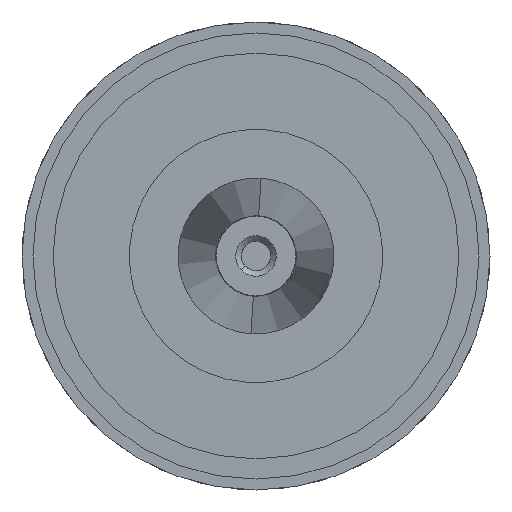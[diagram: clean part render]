
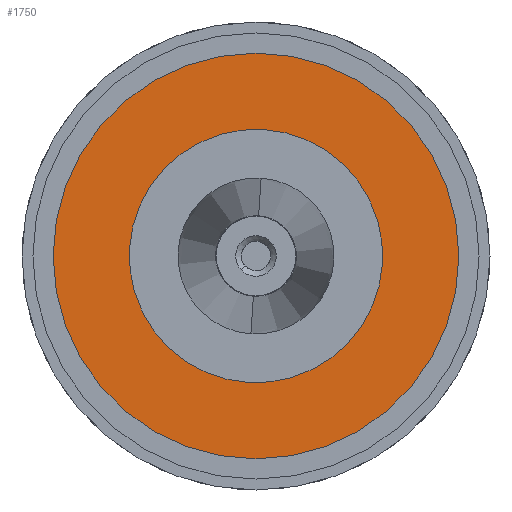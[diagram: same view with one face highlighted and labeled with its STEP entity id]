
A CAD part, front view. The second image highlights one B-rep face of the part: STEP entity #1750.
In plain terms, the highlighted planar face has unit normal (0, -1, 0).
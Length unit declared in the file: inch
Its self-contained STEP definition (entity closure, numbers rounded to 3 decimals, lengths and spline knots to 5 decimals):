
#269 = DIRECTION ( 'NONE',  ( 0., 1., 0. ) ) ;
#283 = CIRCLE ( 'NONE', #3399, 0.65 ) ;
#300 = DIRECTION ( 'NONE',  ( 0., 1., 0. ) ) ;
#312 = CARTESIAN_POINT ( 'NONE',  ( -0.02638, 1.91604, -0.40514 ) ) ;
#498 = CIRCLE ( 'NONE', #2242, 0.65 ) ;
#659 = PLANE ( 'NONE',  #2635 ) ;
#745 = CARTESIAN_POINT ( 'NONE',  ( 0., 1.91604, 0. ) ) ;
#762 = CIRCLE ( 'NONE', #3196, 0.406 ) ;
#904 = EDGE_CURVE ( 'NONE', #2741, #1009, #498, .T. ) ;
#1009 = VERTEX_POINT ( 'NONE', #1961 ) ;
#1118 = FACE_BOUND ( 'NONE', #2408, .T. ) ;
#1145 = DIRECTION ( 'NONE',  ( 0., 1., 0. ) ) ;
#1322 = ORIENTED_EDGE ( 'NONE', *, *, #4014, .F. ) ;
#1605 = DIRECTION ( 'NONE',  ( -0.996, 0., -0.089 ) ) ;
#1750 = ADVANCED_FACE ( 'NONE', ( #1118, #4872 ), #659, .F. ) ;
#1793 = EDGE_LOOP ( 'NONE', ( #1322, #4982 ) ) ;
#1845 = CARTESIAN_POINT ( 'NONE',  ( 0., 1.91604, 0.65 ) ) ;
#1961 = CARTESIAN_POINT ( 'NONE',  ( 0., 1.91604, -0.65 ) ) ;
#2125 = DIRECTION ( 'NONE',  ( -1., 0., 0. ) ) ;
#2242 = AXIS2_PLACEMENT_3D ( 'NONE', #2544, #4922, #4219 ) ;
#2343 = ORIENTED_EDGE ( 'NONE', *, *, #4015, .T. ) ;
#2345 = ORIENTED_EDGE ( 'NONE', *, *, #3171, .T. ) ;
#2402 = VERTEX_POINT ( 'NONE', #3299 ) ;
#2408 = EDGE_LOOP ( 'NONE', ( #2345, #2343 ) ) ;
#2544 = CARTESIAN_POINT ( 'NONE',  ( 0., 1.91604, 0. ) ) ;
#2588 = DIRECTION ( 'NONE',  ( -1., 0., 0. ) ) ;
#2635 = AXIS2_PLACEMENT_3D ( 'NONE', #4843, #4375, #1605 ) ;
#2652 = CARTESIAN_POINT ( 'NONE',  ( 0., 1.91604, 0. ) ) ;
#2741 = VERTEX_POINT ( 'NONE', #1845 ) ;
#3171 = EDGE_CURVE ( 'NONE', #2402, #3463, #6039, .T. ) ;
#3196 = AXIS2_PLACEMENT_3D ( 'NONE', #4404, #1145, #2588 ) ;
#3299 = CARTESIAN_POINT ( 'NONE',  ( 0.02638, 1.91604, 0.40514 ) ) ;
#3358 = AXIS2_PLACEMENT_3D ( 'NONE', #2652, #300, #4034 ) ;
#3399 = AXIS2_PLACEMENT_3D ( 'NONE', #745, #269, #2125 ) ;
#3463 = VERTEX_POINT ( 'NONE', #312 ) ;
#4014 = EDGE_CURVE ( 'NONE', #1009, #2741, #283, .T. ) ;
#4015 = EDGE_CURVE ( 'NONE', #3463, #2402, #762, .T. ) ;
#4034 = DIRECTION ( 'NONE',  ( -1., 0., 0. ) ) ;
#4219 = DIRECTION ( 'NONE',  ( -1., 0., 0. ) ) ;
#4375 = DIRECTION ( 'NONE',  ( 0., 1., 0. ) ) ;
#4404 = CARTESIAN_POINT ( 'NONE',  ( 0., 1.91604, 0. ) ) ;
#4843 = CARTESIAN_POINT ( 'NONE',  ( -0.3984, 1.91604, -0.03575 ) ) ;
#4872 = FACE_OUTER_BOUND ( 'NONE', #1793, .T. ) ;
#4922 = DIRECTION ( 'NONE',  ( 0., 1., 0. ) ) ;
#4982 = ORIENTED_EDGE ( 'NONE', *, *, #904, .F. ) ;
#6039 = CIRCLE ( 'NONE', #3358, 0.406 ) ;
